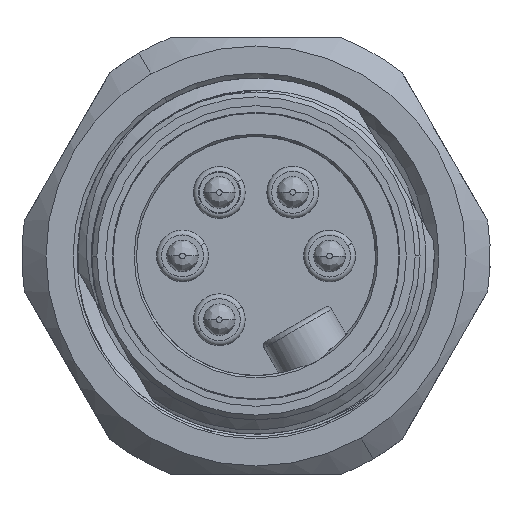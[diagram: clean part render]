
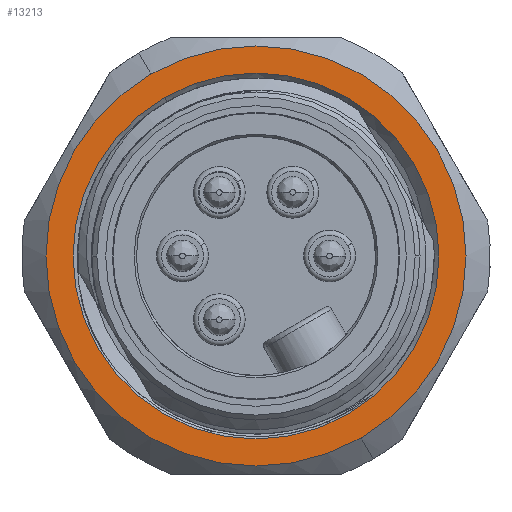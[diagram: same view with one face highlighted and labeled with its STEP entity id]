
A CAD part, left-side view. The second image highlights one B-rep face of the part: STEP entity #13213.
In plain terms, the highlighted planar face has unit normal (-1, 0, 0).
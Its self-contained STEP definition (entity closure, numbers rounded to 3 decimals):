
#4619=CARTESIAN_POINT('',(-24.,0.,0.));
#4620=DIRECTION('',(-1.,0.,0.));
#4621=DIRECTION('',(0.,0.5,0.866));
#4622=AXIS2_PLACEMENT_3D('',#4619,#4620,#4621);
#4624=CARTESIAN_POINT('',(-24.,0.,0.));
#4625=DIRECTION('',(-1.,0.,0.));
#4626=DIRECTION('',(0.,-0.5,-0.866));
#4627=AXIS2_PLACEMENT_3D('',#4624,#4625,#4626);
#4629=CARTESIAN_POINT('',(-24.,0.,0.));
#4630=DIRECTION('',(1.,0.,0.));
#4631=DIRECTION('',(0.,-0.5,-0.866));
#4632=AXIS2_PLACEMENT_3D('',#4629,#4630,#4631);
#4634=CARTESIAN_POINT('',(-24.,0.,0.));
#4635=DIRECTION('',(1.,0.,0.));
#4636=DIRECTION('',(0.,0.5,0.866));
#4637=AXIS2_PLACEMENT_3D('',#4634,#4635,#4636);
#7689=CARTESIAN_POINT('',(-24.,6.5,11.258));
#7690=CARTESIAN_POINT('',(-24.,-6.5,-11.258));
#7691=VERTEX_POINT('',#7689);
#7692=VERTEX_POINT('',#7690);
#7717=CARTESIAN_POINT('',(-24.,-5.663,-9.808));
#7718=CARTESIAN_POINT('',(-24.,5.663,9.808));
#7719=VERTEX_POINT('',#7717);
#7720=VERTEX_POINT('',#7718);
#13198=CARTESIAN_POINT('',(-24.,0.,0.));
#13199=DIRECTION('',(1.,0.,0.));
#13200=DIRECTION('',(0.,-0.5,-0.866));
#13201=AXIS2_PLACEMENT_3D('',#13198,#13199,#13200);
#13202=PLANE('',#13201);
#13204=ORIENTED_EDGE('',*,*,#13203,.F.);
#13206=ORIENTED_EDGE('',*,*,#13205,.F.);
#13207=EDGE_LOOP('',(#13204,#13206));
#13208=FACE_OUTER_BOUND('',#13207,.F.);
#13209=ORIENTED_EDGE('',*,*,#13192,.F.);
#13210=ORIENTED_EDGE('',*,*,#12623,.F.);
#13211=EDGE_LOOP('',(#13209,#13210));
#13212=FACE_BOUND('',#13211,.F.);
#4623=CIRCLE('',#4622,13.);
#4628=CIRCLE('',#4627,13.);
#4633=CIRCLE('',#4632,11.325);
#4638=CIRCLE('',#4637,11.325);
#12623=EDGE_CURVE('',#7720,#7719,#4638,.T.);
#13192=EDGE_CURVE('',#7719,#7720,#4633,.T.);
#13203=EDGE_CURVE('',#7691,#7692,#4623,.T.);
#13205=EDGE_CURVE('',#7692,#7691,#4628,.T.);
#13213=ADVANCED_FACE('',(#13208,#13212),#13202,.F.);
